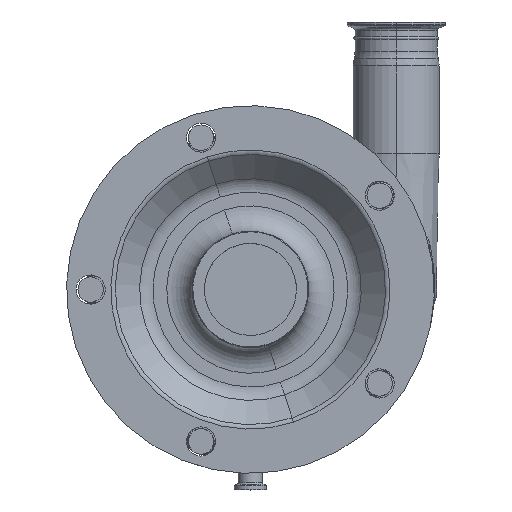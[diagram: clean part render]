
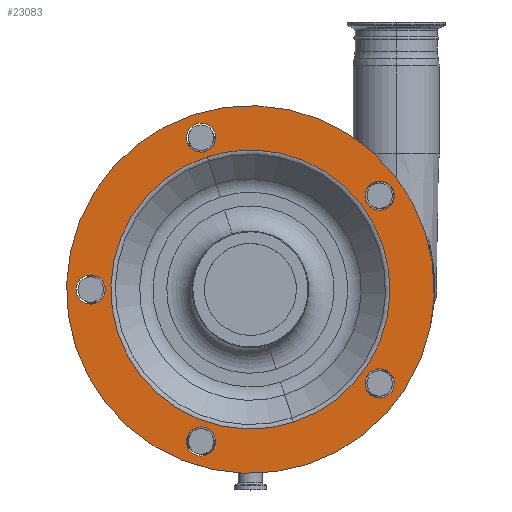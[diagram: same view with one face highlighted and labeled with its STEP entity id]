
A CAD part, top view. The second image highlights one B-rep face of the part: STEP entity #23083.
In plain terms, the highlighted planar face has unit normal (0, 0, 1).
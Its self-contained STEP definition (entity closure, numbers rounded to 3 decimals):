
#468 = DIRECTION ( 'NONE',  ( -0.309, 0.951, 0. ) ) ;
#778 = VERTEX_POINT ( 'NONE', #41207 ) ;
#1430 = VERTEX_POINT ( 'NONE', #2022 ) ;
#1845 = ORIENTED_EDGE ( 'NONE', *, *, #35251, .F. ) ;
#2022 = CARTESIAN_POINT ( 'NONE',  ( -44.807, 137.903, 233. ) ) ;
#2130 = DIRECTION ( 'NONE',  ( -0.309, 0.951, 0. ) ) ;
#2221 = FACE_BOUND ( 'NONE', #6181, .T. ) ;
#2377 = CIRCLE ( 'NONE', #28554, 11.5 ) ;
#2410 = EDGE_CURVE ( 'NONE', #26429, #11000, #24363, .T. ) ;
#2911 = VERTEX_POINT ( 'NONE', #8486 ) ;
#2990 = ORIENTED_EDGE ( 'NONE', *, *, #21339, .F. ) ;
#3033 = DIRECTION ( 'NONE',  ( 0., 0., 1. ) ) ;
#3084 = AXIS2_PLACEMENT_3D ( 'NONE', #19483, #32292, #16346 ) ;
#3163 = DIRECTION ( 'NONE',  ( -0.309, 0.951, 0. ) ) ;
#3251 = EDGE_CURVE ( 'NONE', #5166, #15921, #37797, .T. ) ;
#3746 = VERTEX_POINT ( 'NONE', #35475 ) ;
#4947 = ORIENTED_EDGE ( 'NONE', *, *, #2410, .F. ) ;
#5166 = VERTEX_POINT ( 'NONE', #41439 ) ;
#5458 = AXIS2_PLACEMENT_3D ( 'NONE', #28662, #3033, #15860 ) ;
#5974 = CIRCLE ( 'NONE', #39507, 11.5 ) ;
#6000 = FACE_OUTER_BOUND ( 'NONE', #11757, .T. ) ;
#6181 = EDGE_LOOP ( 'NONE', ( #9320, #20962 ) ) ;
#6191 = FACE_BOUND ( 'NONE', #14801, .T. ) ;
#7190 = DIRECTION ( 'NONE',  ( 0., 0., 1. ) ) ;
#7426 = DIRECTION ( 'NONE',  ( 0., 0., 1. ) ) ;
#8486 = CARTESIAN_POINT ( 'NONE',  ( -35.382, -130.77, 233. ) ) ;
#8566 = VERTEX_POINT ( 'NONE', #36301 ) ;
#8936 = DIRECTION ( 'NONE',  ( 0., -1., 0. ) ) ;
#8955 = VERTEX_POINT ( 'NONE', #24744 ) ;
#9320 = ORIENTED_EDGE ( 'NONE', *, *, #37919, .F. ) ;
#9486 = CARTESIAN_POINT ( 'NONE',  ( 101.936, -74.061, 233. ) ) ;
#9629 = EDGE_CURVE ( 'NONE', #8566, #3746, #18191, .T. ) ;
#9873 = EDGE_CURVE ( 'NONE', #1430, #16319, #33619, .T. ) ;
#9914 = DIRECTION ( 'NONE',  ( 0., 0., 1. ) ) ;
#10257 = AXIS2_PLACEMENT_3D ( 'NONE', #9486, #9914, #13069 ) ;
#10291 = AXIS2_PLACEMENT_3D ( 'NONE', #20194, #28811, #468 ) ;
#10397 = CIRCLE ( 'NONE', #31851, 11.5 ) ;
#11000 = VERTEX_POINT ( 'NONE', #12028 ) ;
#11301 = AXIS2_PLACEMENT_3D ( 'NONE', #17479, #7190, #30086 ) ;
#11678 = FACE_BOUND ( 'NONE', #31597, .T. ) ;
#11757 = EDGE_LOOP ( 'NONE', ( #36239, #36927 ) ) ;
#11772 = CIRCLE ( 'NONE', #28556, 11.5 ) ;
#11936 = AXIS2_PLACEMENT_3D ( 'NONE', #25313, #30795, #8936 ) ;
#12028 = CARTESIAN_POINT ( 'NONE',  ( 105.49, -84.998, 233. ) ) ;
#12215 = CARTESIAN_POINT ( 'NONE',  ( -38.936, -119.833, 233. ) ) ;
#13069 = DIRECTION ( 'NONE',  ( -0.309, 0.951, 0. ) ) ;
#13257 = EDGE_CURVE ( 'NONE', #3746, #8566, #11772, .T. ) ;
#13315 = ORIENTED_EDGE ( 'NONE', *, *, #13257, .F. ) ;
#13831 = AXIS2_PLACEMENT_3D ( 'NONE', #40356, #24397, #2130 ) ;
#13967 = ORIENTED_EDGE ( 'NONE', *, *, #24986, .F. ) ;
#14647 = DIRECTION ( 'NONE',  ( 0., 0., 1. ) ) ;
#14801 = EDGE_LOOP ( 'NONE', ( #1845, #22810 ) ) ;
#15657 = FACE_BOUND ( 'NONE', #27497, .T. ) ;
#15860 = DIRECTION ( 'NONE',  ( -0.309, 0.951, 0. ) ) ;
#15921 = VERTEX_POINT ( 'NONE', #18300 ) ;
#16250 = ORIENTED_EDGE ( 'NONE', *, *, #9629, .F. ) ;
#16319 = VERTEX_POINT ( 'NONE', #27246 ) ;
#16346 = DIRECTION ( 'NONE',  ( -0.309, 0.951, 0. ) ) ;
#16489 = DIRECTION ( 'NONE',  ( -0.309, 0.951, 0. ) ) ;
#16869 = ORIENTED_EDGE ( 'NONE', *, *, #34599, .F. ) ;
#17479 = CARTESIAN_POINT ( 'NONE',  ( 0., 0., 233. ) ) ;
#17836 = DIRECTION ( 'NONE',  ( 0., 0., 1. ) ) ;
#18191 = CIRCLE ( 'NONE', #5458, 11.5 ) ;
#18300 = CARTESIAN_POINT ( 'NONE',  ( -35.382, 108.896, 233. ) ) ;
#18793 = FACE_BOUND ( 'NONE', #34463, .T. ) ;
#19186 = CARTESIAN_POINT ( 'NONE',  ( 105.49, 63.124, 233. ) ) ;
#19483 = CARTESIAN_POINT ( 'NONE',  ( -38.936, 119.833, 233. ) ) ;
#20194 = CARTESIAN_POINT ( 'NONE',  ( -38.936, 119.833, 233. ) ) ;
#20208 = CARTESIAN_POINT ( 'NONE',  ( 34.014, -104.684, 233. ) ) ;
#20962 = ORIENTED_EDGE ( 'NONE', *, *, #38825, .F. ) ;
#21160 = CARTESIAN_POINT ( 'NONE',  ( 101.936, 74.061, 233. ) ) ;
#21167 = DIRECTION ( 'NONE',  ( 0., 0., 1. ) ) ;
#21339 = EDGE_CURVE ( 'NONE', #8955, #2911, #31154, .T. ) ;
#21665 = DIRECTION ( 'NONE',  ( 0., 0., 1. ) ) ;
#21782 = ORIENTED_EDGE ( 'NONE', *, *, #3251, .F. ) ;
#22540 = EDGE_LOOP ( 'NONE', ( #2990, #40051 ) ) ;
#22810 = ORIENTED_EDGE ( 'NONE', *, *, #24040, .F. ) ;
#23083 = ADVANCED_FACE ( 'NONE', ( #6000, #11678, #24491, #18793, #2221, #15657, #6191 ), #27854, .T. ) ;
#24004 = CARTESIAN_POINT ( 'NONE',  ( -126., 0., 233. ) ) ;
#24040 = EDGE_CURVE ( 'NONE', #32665, #34995, #38130, .T. ) ;
#24363 = CIRCLE ( 'NONE', #10257, 11.5 ) ;
#24397 = DIRECTION ( 'NONE',  ( 0., 0., 1. ) ) ;
#24491 = FACE_BOUND ( 'NONE', #22540, .T. ) ;
#24744 = CARTESIAN_POINT ( 'NONE',  ( -42.49, -108.896, 233. ) ) ;
#24986 = EDGE_CURVE ( 'NONE', #11000, #26429, #5974, .T. ) ;
#25243 = DIRECTION ( 'NONE',  ( -0.309, 0.951, 0. ) ) ;
#25313 = CARTESIAN_POINT ( 'NONE',  ( -44.807, 137.903, 233. ) ) ;
#25945 = VERTEX_POINT ( 'NONE', #19186 ) ;
#26429 = VERTEX_POINT ( 'NONE', #30169 ) ;
#26485 = CIRCLE ( 'NONE', #33887, 145. ) ;
#27246 = CARTESIAN_POINT ( 'NONE',  ( 44.807, -137.903, 233. ) ) ;
#27497 = EDGE_LOOP ( 'NONE', ( #21782, #16869 ) ) ;
#27854 = PLANE ( 'NONE',  #11936 ) ;
#27936 = CIRCLE ( 'NONE', #39914, 11.5 ) ;
#27940 = CIRCLE ( 'NONE', #13831, 110.071 ) ;
#28554 = AXIS2_PLACEMENT_3D ( 'NONE', #12215, #21665, #3163 ) ;
#28556 = AXIS2_PLACEMENT_3D ( 'NONE', #24004, #33865, #25243 ) ;
#28662 = CARTESIAN_POINT ( 'NONE',  ( -126., 0., 233. ) ) ;
#28811 = DIRECTION ( 'NONE',  ( 0., 0., 1. ) ) ;
#30086 = DIRECTION ( 'NONE',  ( -0.309, 0.951, 0. ) ) ;
#30169 = CARTESIAN_POINT ( 'NONE',  ( 98.382, -63.124, 233. ) ) ;
#30795 = DIRECTION ( 'NONE',  ( 0., 0., 1. ) ) ;
#31154 = CIRCLE ( 'NONE', #31818, 11.5 ) ;
#31597 = EDGE_LOOP ( 'NONE', ( #13315, #16250 ) ) ;
#31818 = AXIS2_PLACEMENT_3D ( 'NONE', #33364, #17836, #33155 ) ;
#31851 = AXIS2_PLACEMENT_3D ( 'NONE', #41228, #38272, #32382 ) ;
#32165 = EDGE_CURVE ( 'NONE', #16319, #1430, #26485, .T. ) ;
#32292 = DIRECTION ( 'NONE',  ( 0., 0., 1. ) ) ;
#32382 = DIRECTION ( 'NONE',  ( -0.309, 0.951, 0. ) ) ;
#32656 = CARTESIAN_POINT ( 'NONE',  ( 0., 0., 233. ) ) ;
#32665 = VERTEX_POINT ( 'NONE', #20208 ) ;
#33155 = DIRECTION ( 'NONE',  ( -0.309, 0.951, 0. ) ) ;
#33364 = CARTESIAN_POINT ( 'NONE',  ( -38.936, -119.833, 233. ) ) ;
#33619 = CIRCLE ( 'NONE', #38985, 145. ) ;
#33748 = EDGE_CURVE ( 'NONE', #2911, #8955, #2377, .T. ) ;
#33865 = DIRECTION ( 'NONE',  ( 0., 0., 1. ) ) ;
#33887 = AXIS2_PLACEMENT_3D ( 'NONE', #32656, #38949, #16489 ) ;
#34463 = EDGE_LOOP ( 'NONE', ( #4947, #13967 ) ) ;
#34523 = CARTESIAN_POINT ( 'NONE',  ( -34.014, 104.684, 233. ) ) ;
#34599 = EDGE_CURVE ( 'NONE', #15921, #5166, #34613, .T. ) ;
#34613 = CIRCLE ( 'NONE', #3084, 11.5 ) ;
#34995 = VERTEX_POINT ( 'NONE', #34523 ) ;
#35251 = EDGE_CURVE ( 'NONE', #34995, #32665, #27940, .T. ) ;
#35475 = CARTESIAN_POINT ( 'NONE',  ( -129.554, 10.937, 233. ) ) ;
#36239 = ORIENTED_EDGE ( 'NONE', *, *, #9873, .T. ) ;
#36301 = CARTESIAN_POINT ( 'NONE',  ( -122.446, -10.937, 233. ) ) ;
#36927 = ORIENTED_EDGE ( 'NONE', *, *, #32165, .T. ) ;
#37797 = CIRCLE ( 'NONE', #10291, 11.5 ) ;
#37919 = EDGE_CURVE ( 'NONE', #778, #25945, #27936, .T. ) ;
#38130 = CIRCLE ( 'NONE', #11301, 110.071 ) ;
#38272 = DIRECTION ( 'NONE',  ( 0., 0., 1. ) ) ;
#38729 = DIRECTION ( 'NONE',  ( -0.309, 0.951, 0. ) ) ;
#38825 = EDGE_CURVE ( 'NONE', #25945, #778, #10397, .T. ) ;
#38949 = DIRECTION ( 'NONE',  ( 0., 0., 1. ) ) ;
#38985 = AXIS2_PLACEMENT_3D ( 'NONE', #39148, #7426, #38729 ) ;
#39148 = CARTESIAN_POINT ( 'NONE',  ( 0., 0., 233. ) ) ;
#39507 = AXIS2_PLACEMENT_3D ( 'NONE', #40486, #21167, #40279 ) ;
#39914 = AXIS2_PLACEMENT_3D ( 'NONE', #21160, #14647, #40271 ) ;
#40051 = ORIENTED_EDGE ( 'NONE', *, *, #33748, .F. ) ;
#40271 = DIRECTION ( 'NONE',  ( -0.309, 0.951, 0. ) ) ;
#40279 = DIRECTION ( 'NONE',  ( -0.309, 0.951, 0. ) ) ;
#40356 = CARTESIAN_POINT ( 'NONE',  ( 0., 0., 233. ) ) ;
#40486 = CARTESIAN_POINT ( 'NONE',  ( 101.936, -74.061, 233. ) ) ;
#41207 = CARTESIAN_POINT ( 'NONE',  ( 98.382, 84.998, 233. ) ) ;
#41228 = CARTESIAN_POINT ( 'NONE',  ( 101.936, 74.061, 233. ) ) ;
#41439 = CARTESIAN_POINT ( 'NONE',  ( -42.49, 130.77, 233. ) ) ;
